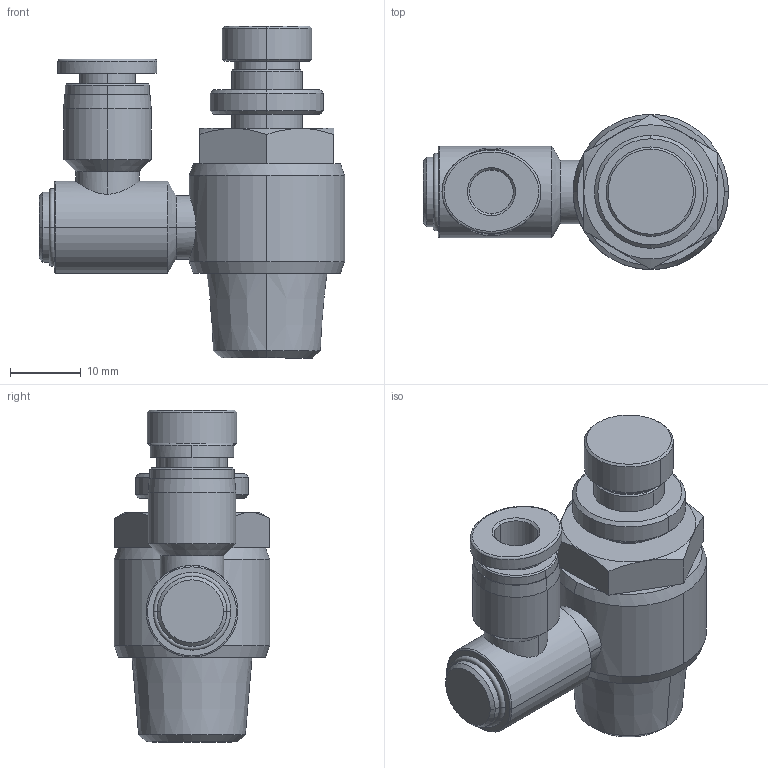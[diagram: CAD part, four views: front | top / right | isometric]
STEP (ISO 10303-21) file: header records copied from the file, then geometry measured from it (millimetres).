
FILE_DESCRIPTION((''),'2;1');
FILE_NAME('NSS 0603.stp','2017-07-22T11:41:54',(''),(''),'Mechanical Desktop 2009','Mechanical Desktop 2009',', , ');
FILE_SCHEMA(('CONFIG_CONTROL_DESIGN'));
Length unit declared in the file: millimetre
Products named in the file (2): NSS 0603; PART1
Assembly tree (1 placements, depth 2):
  NSS 0603
    PART1
Bounding box: 43.2 x 22 x 47 mm (x, y, z)
Volume: 15431.6 mm3; surface area: 5742.8 mm2
Topology: 1 solids, 2 shells, 117 faces, 245 edges, 144 vertices
Faces by surface type: cone 38, plane 36, cylinder 34, torus 6, bspline 3
Entity records: 3533 total; most frequent: CARTESIAN_POINT 880, DIRECTION 592, ORIENTED_EDGE 490, AXIS2_PLACEMENT_3D 250, EDGE_CURVE 245, VERTEX_POINT 144, EDGE_LOOP 133, CIRCLE 132
